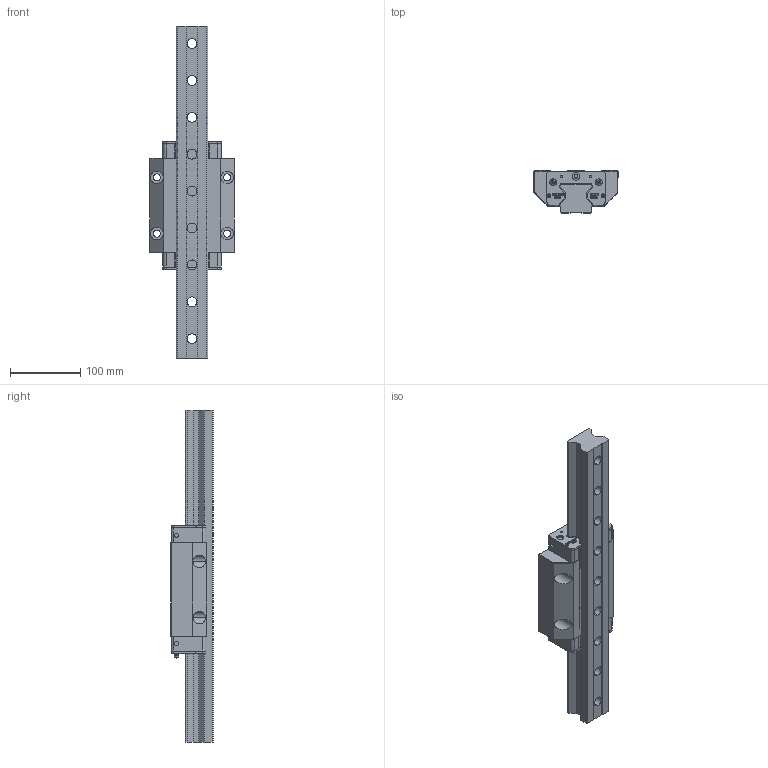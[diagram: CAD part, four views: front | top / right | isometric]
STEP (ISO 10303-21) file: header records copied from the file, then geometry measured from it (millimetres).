
FILE_DESCRIPTION (( 'STEP AP214' ), '1' );
FILE_NAME ('SBR45FLL ASSY - 嫦歎辨.STEP', '2023-10-31T01:46:12', ( 'Windows 餌辨濠' ), ( '' ), 'SwSTEP 2.0', 'SolidWorks 2013', '' );
FILE_SCHEMA (( 'AUTOMOTIVE_DESIGN' ));
Length unit declared in the file: millimetre
Products named in the file (11): SBR 45 BLOCK FLL; SBR 45 END PLATE R01 - 嫦歎辨; SBR 45 END SEAL-嫦歎辨; SRBOLT-M3x30L_SS400^SBR45FLL ASSY - 嫦歎辨; SRBOLT-M5x30L_SS400^SBR45FLL ASSY - 嫦歎辨; SBR-45-RT-SN-M6000-R10 (BOTTOM SEAL L); SBR-45-RT-NBR_L; SBR-45-RT-PRESS_SUS301_L; NIPPLE; SBR45 RAIL; SBR45FLL ASSY - 嫦歎辨
Assembly tree (19 placements, depth 3):
  SBR45FLL ASSY - 嫦歎辨
    SBR45 RAIL
    NIPPLE
    SBR-45-RT-SN-M6000-R10 (BOTTOM SEAL L)  x2
      SBR-45-RT-PRESS_SUS301_L
      SBR-45-RT-NBR_L
    SRBOLT-M5x30L_SS400^SBR45FLL ASSY - 嫦歎辨  x4
    SRBOLT-M3x30L_SS400^SBR45FLL ASSY - 嫦歎辨  x4
    SBR 45 END SEAL-嫦歎辨  x2
    SBR 45 END PLATE R01 - 嫦歎辨  x2
    SBR 45 BLOCK FLL
Bounding box: 120 x 60 x 472.5 mm (x, y, z)
Volume: 1342551 mm3; surface area: 229332.5 mm2
Topology: 20 solids, 20 shells, 2372 faces, 6107 edges, 3977 vertices
Faces by surface type: plane 1526, bspline 438, cylinder 262, cone 64, torus 62, sphere 20
Entity records: 50979 total; most frequent: CARTESIAN_POINT 19798, ORIENTED_EDGE 6380, DIRECTION 5258, EDGE_CURVE 3190, LINE 2316, VECTOR 2316, VERTEX_POINT 2087, AXIS2_PLACEMENT_3D 1471
